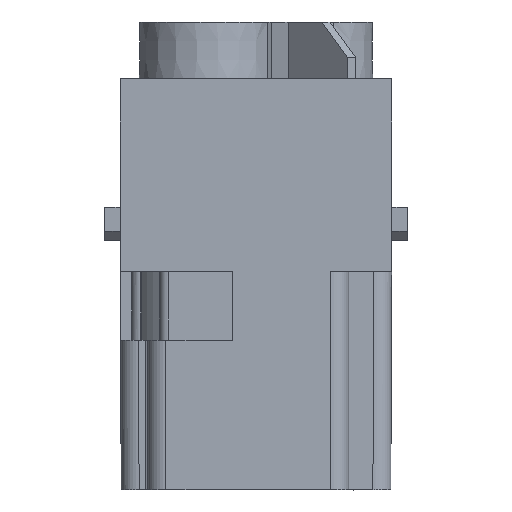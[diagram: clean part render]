
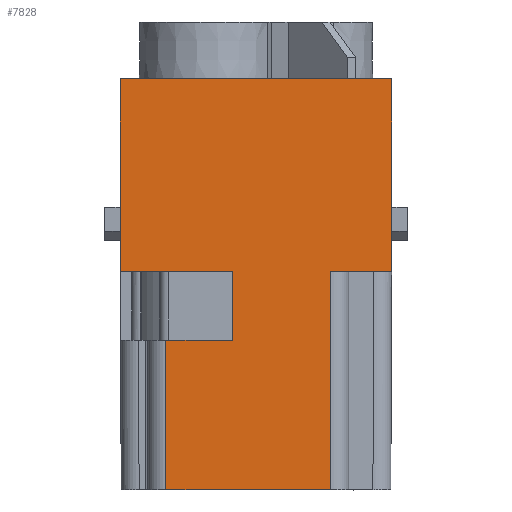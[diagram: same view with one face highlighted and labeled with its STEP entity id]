
A CAD part, front view. The second image highlights one B-rep face of the part: STEP entity #7828.
In plain terms, the highlighted planar face has unit normal (0, -1, 0).
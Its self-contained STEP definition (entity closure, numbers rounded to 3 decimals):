
#7802=AXIS2_PLACEMENT_3D('Plane Axis2P3D',#7799,#7800,#7801) ;
#1327=CARTESIAN_POINT('Vertex',(25.233,0.,0.)) ;
#1343=CARTESIAN_POINT('Vertex',(25.233,0.,24.4)) ;
#1346=CARTESIAN_POINT('Line Origine',(25.233,0.,22.75)) ;
#1984=CARTESIAN_POINT('Line Origine',(28.625,0.,24.4)) ;
#1988=CARTESIAN_POINT('Vertex',(32.018,0.,24.4)) ;
#3055=CARTESIAN_POINT('Vertex',(31.993,0.,45.85)) ;
#3058=CARTESIAN_POINT('Line Origine',(32.018,0.,38.7)) ;
#3062=CARTESIAN_POINT('Vertex',(32.043,0.,31.55)) ;
#3121=CARTESIAN_POINT('Line Origine',(1.768,0.,38.7)) ;
#3125=CARTESIAN_POINT('Vertex',(1.743,0.,31.55)) ;
#3127=CARTESIAN_POINT('Vertex',(1.793,0.,45.85)) ;
#3193=CARTESIAN_POINT('Line Origine',(8.005,0.,24.4)) ;
#3197=CARTESIAN_POINT('Vertex',(14.243,0.,24.4)) ;
#3199=CARTESIAN_POINT('Vertex',(1.768,0.,24.4)) ;
#3302=CARTESIAN_POINT('Vertex',(14.243,0.,16.7)) ;
#3305=CARTESIAN_POINT('Line Origine',(14.243,0.,20.55)) ;
#6772=CARTESIAN_POINT('Line Origine',(16.893,0.,45.85)) ;
#7512=CARTESIAN_POINT('Vertex',(6.843,0.,16.7)) ;
#7515=CARTESIAN_POINT('Line Origine',(10.543,0.,16.7)) ;
#7697=CARTESIAN_POINT('Line Origine',(1.755,0.,27.975)) ;
#7784=CARTESIAN_POINT('Vertex',(6.843,0.,0.)) ;
#7787=CARTESIAN_POINT('Line Origine',(6.843,0.,22.75)) ;
#7799=CARTESIAN_POINT('Axis2P3D Location',(1.743,0.,35.6)) ;
#7804=CARTESIAN_POINT('Line Origine',(16.038,0.,0.)) ;
#7809=CARTESIAN_POINT('Line Origine',(32.03,0.,27.975)) ;
#1347=DIRECTION('Vector Direction',(0.,0.,1.)) ;
#1985=DIRECTION('Vector Direction',(-1.,0.,0.)) ;
#3059=DIRECTION('Vector Direction',(0.003,0.,-1.)) ;
#3122=DIRECTION('Vector Direction',(0.003,0.,1.)) ;
#3194=DIRECTION('Vector Direction',(-1.,0.,0.)) ;
#3306=DIRECTION('Vector Direction',(0.,0.,1.)) ;
#6773=DIRECTION('Vector Direction',(-1.,0.,0.)) ;
#7516=DIRECTION('Vector Direction',(-1.,0.,0.)) ;
#7698=DIRECTION('Vector Direction',(-0.003,0.,1.)) ;
#7788=DIRECTION('Vector Direction',(0.,0.,-1.)) ;
#7800=DIRECTION('Axis2P3D Direction',(0.,-1.,0.)) ;
#7801=DIRECTION('Axis2P3D XDirection',(1.,0.,0.)) ;
#7805=DIRECTION('Vector Direction',(-1.,0.,0.)) ;
#7810=DIRECTION('Vector Direction',(-0.003,0.,-1.)) ;
#1348=VECTOR('Line Direction',#1347,1.) ;
#1986=VECTOR('Line Direction',#1985,1.) ;
#3060=VECTOR('Line Direction',#3059,1.) ;
#3123=VECTOR('Line Direction',#3122,1.) ;
#3195=VECTOR('Line Direction',#3194,1.) ;
#3307=VECTOR('Line Direction',#3306,1.) ;
#6774=VECTOR('Line Direction',#6773,1.) ;
#7517=VECTOR('Line Direction',#7516,1.) ;
#7699=VECTOR('Line Direction',#7698,1.) ;
#7789=VECTOR('Line Direction',#7788,1.) ;
#7806=VECTOR('Line Direction',#7805,1.) ;
#7811=VECTOR('Line Direction',#7810,1.) ;
#7815=ORIENTED_EDGE('',*,*,#6776,.T.) ;
#7816=ORIENTED_EDGE('',*,*,#3129,.F.) ;
#7817=ORIENTED_EDGE('',*,*,#7701,.F.) ;
#7818=ORIENTED_EDGE('',*,*,#3201,.F.) ;
#7819=ORIENTED_EDGE('',*,*,#3309,.F.) ;
#7820=ORIENTED_EDGE('',*,*,#7519,.T.) ;
#7821=ORIENTED_EDGE('',*,*,#7791,.T.) ;
#7822=ORIENTED_EDGE('',*,*,#7808,.F.) ;
#7823=ORIENTED_EDGE('',*,*,#1350,.T.) ;
#7824=ORIENTED_EDGE('',*,*,#1990,.F.) ;
#7825=ORIENTED_EDGE('',*,*,#7813,.F.) ;
#7826=ORIENTED_EDGE('',*,*,#3064,.F.) ;
#7828=ADVANCED_FACE('Hauptk\X2\00F6\X0\rper',(#7827),#7803,.T.) ;
#1350=EDGE_CURVE('',#1328,#1344,#1349,.T.) ;
#1990=EDGE_CURVE('',#1989,#1344,#1987,.T.) ;
#3064=EDGE_CURVE('',#3056,#3063,#3061,.T.) ;
#3129=EDGE_CURVE('',#3126,#3128,#3124,.T.) ;
#3201=EDGE_CURVE('',#3198,#3200,#3196,.T.) ;
#3309=EDGE_CURVE('',#3303,#3198,#3308,.T.) ;
#6776=EDGE_CURVE('',#3056,#3128,#6775,.T.) ;
#7519=EDGE_CURVE('',#3303,#7513,#7518,.T.) ;
#7701=EDGE_CURVE('',#3200,#3126,#7700,.T.) ;
#7791=EDGE_CURVE('',#7513,#7785,#7790,.T.) ;
#7808=EDGE_CURVE('',#1328,#7785,#7807,.T.) ;
#7813=EDGE_CURVE('',#3063,#1989,#7812,.T.) ;
#7814=EDGE_LOOP('',(#7815,#7816,#7817,#7818,#7819,#7820,#7821,#7822,#7823,#7824,#7825,#7826)) ;
#7827=FACE_OUTER_BOUND('',#7814,.T.) ;
#1349=LINE('Line',#1346,#1348) ;
#1987=LINE('Line',#1984,#1986) ;
#3061=LINE('Line',#3058,#3060) ;
#3124=LINE('Line',#3121,#3123) ;
#3196=LINE('Line',#3193,#3195) ;
#3308=LINE('Line',#3305,#3307) ;
#6775=LINE('Line',#6772,#6774) ;
#7518=LINE('Line',#7515,#7517) ;
#7700=LINE('Line',#7697,#7699) ;
#7790=LINE('Line',#7787,#7789) ;
#7807=LINE('Line',#7804,#7806) ;
#7812=LINE('Line',#7809,#7811) ;
#7803=PLANE('',#7802) ;
#1328=VERTEX_POINT('',#1327) ;
#1344=VERTEX_POINT('',#1343) ;
#1989=VERTEX_POINT('',#1988) ;
#3056=VERTEX_POINT('',#3055) ;
#3063=VERTEX_POINT('',#3062) ;
#3126=VERTEX_POINT('',#3125) ;
#3128=VERTEX_POINT('',#3127) ;
#3198=VERTEX_POINT('',#3197) ;
#3200=VERTEX_POINT('',#3199) ;
#3303=VERTEX_POINT('',#3302) ;
#7513=VERTEX_POINT('',#7512) ;
#7785=VERTEX_POINT('',#7784) ;
